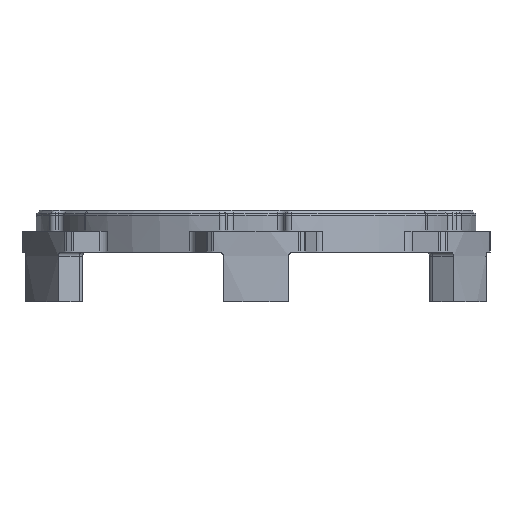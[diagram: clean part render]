
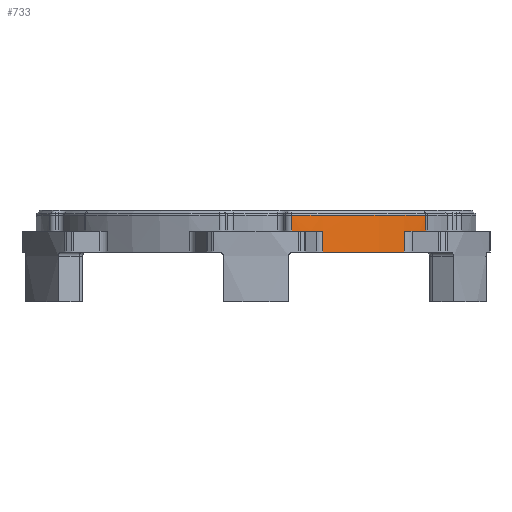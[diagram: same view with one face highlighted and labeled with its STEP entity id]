
A CAD part, front view. The second image highlights one B-rep face of the part: STEP entity #733.
In plain terms, the highlighted cylindrical face has radius 104.841 mm (diameter 209.681 mm), a partial arc.
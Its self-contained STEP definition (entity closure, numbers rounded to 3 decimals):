
#733=ADVANCED_FACE('',(#12322),#12324,.T.);
#12322=FACE_BOUND('',#12323,.T.);
#12323=EDGE_LOOP('',(#21816,#21817,#21818,#21819,#21820,#21821,#21822,#21823,#21824,
#21825));
#12324=CYLINDRICAL_SURFACE('',#12325,104.84);
#12325=AXIS2_PLACEMENT_3D('',#12326,#12327,#12328);
#12326=CARTESIAN_POINT('',(0.,0.,-38.61));
#12327=DIRECTION('',(0.,0.,1.));
#12328=DIRECTION('',(1.,0.,0.));
#21816=ORIENTED_EDGE('',*,*,#30625,.F.);
#21817=ORIENTED_EDGE('',*,*,#30701,.T.);
#21818=ORIENTED_EDGE('',*,*,#30702,.T.);
#21819=ORIENTED_EDGE('',*,*,#30703,.F.);
#21820=ORIENTED_EDGE('',*,*,#30704,.T.);
#21821=ORIENTED_EDGE('',*,*,#30705,.T.);
#21822=ORIENTED_EDGE('',*,*,#30706,.T.);
#21823=ORIENTED_EDGE('',*,*,#30707,.F.);
#21824=ORIENTED_EDGE('',*,*,#30708,.T.);
#21825=ORIENTED_EDGE('',*,*,#30709,.T.);
#30625=EDGE_CURVE('',#34979,#34981,#34982,.T.);
#30701=EDGE_CURVE('',#34979,#35128,#35129,.T.);
#30702=EDGE_CURVE('',#35128,#35130,#35131,.T.);
#30703=EDGE_CURVE('',#35132,#35130,#35133,.T.);
#30704=EDGE_CURVE('',#35132,#35134,#35135,.T.);
#30705=EDGE_CURVE('',#35134,#35136,#35137,.T.);
#30706=EDGE_CURVE('',#35136,#35138,#35139,.T.);
#30707=EDGE_CURVE('',#35140,#35138,#35141,.T.);
#30708=EDGE_CURVE('',#35140,#35142,#35143,.T.);
#30709=EDGE_CURVE('',#35142,#34981,#35144,.T.);
#34979=VERTEX_POINT('',#50868);
#34981=VERTEX_POINT('',#50873);
#34982=CIRCLE('',#50874,104.84);
#35128=VERTEX_POINT('',#51222);
#35129=LINE('',#51223,#51224);
#35130=VERTEX_POINT('',#51226);
#35131=B_SPLINE_CURVE_WITH_KNOTS('',3,
(#51227,#51228,#51229,#51230,#51231,#51232,#51233,#51234,#51235,#51236,#51237),
.UNSPECIFIED.,.F.,.F.,
(4,1,1,1,1,1,1,1,4),
(0.,0.124,0.249,0.374,0.499,0.625,
0.751,0.876,1.),
.UNSPECIFIED.);
#35132=VERTEX_POINT('',#51238);
#35133=CIRCLE('',#51239,104.84);
#35134=VERTEX_POINT('',#51243);
#35135=LINE('',#51244,#51245);
#35136=VERTEX_POINT('',#51247);
#35137=CIRCLE('',#51248,104.84);
#35138=VERTEX_POINT('',#51252);
#35139=LINE('',#51253,#51254);
#35140=VERTEX_POINT('',#51256);
#35141=CIRCLE('',#51257,104.84);
#35142=VERTEX_POINT('',#51261);
#35143=B_SPLINE_CURVE_WITH_KNOTS('',3,
(#51262,#51263,#51264,#51265,#51266,#51267,#51268,#51269,#51270,#51271,#51272,#51273,
#51274,#51275,#51276,#51277,#51278,#51279,#51280,#51281,#51282,#51283,#51284,#51285,
#51286,#51287,#51288),
.UNSPECIFIED.,.F.,.F.,
(4,1,1,1,1,1,1,1,1,1,1,1,1,1,1,1,1,1,1,1,1,1,1,1,4),
(0.,0.057,0.113,0.168,0.222,0.275,
0.326,0.376,0.424,0.472,0.518,
0.562,0.604,0.646,0.684,0.721,
0.756,0.791,0.824,0.856,0.886,
0.916,0.944,0.972,1.),
.UNSPECIFIED.);
#35144=LINE('',#51289,#51290);
#50868=CARTESIAN_POINT('',(70.55,-77.551,49.78));
#50873=CARTESIAN_POINT('',(31.886,-99.874,49.78));
#50874=AXIS2_PLACEMENT_3D('',#50875,#50876,#50877);
#50875=CARTESIAN_POINT('',(0.,0.,49.78));
#50876=DIRECTION('',(0.,0.,-1.));
#50877=DIRECTION('',(0.673,-0.74,0.));
#51222=CARTESIAN_POINT('',(70.55,-77.551,59.58));
#51223=CARTESIAN_POINT('',(70.55,-77.551,49.78));
#51224=VECTOR('',#51225,1.);
#51225=DIRECTION('',(0.,0.,1.));
#51226=CARTESIAN_POINT('',(71.576,-76.606,59.78));
#51227=CARTESIAN_POINT('',(70.55,-77.551,59.58));
#51228=CARTESIAN_POINT('',(70.594,-77.512,59.58));
#51229=CARTESIAN_POINT('',(70.681,-77.432,59.582));
#51230=CARTESIAN_POINT('',(70.811,-77.313,59.592));
#51231=CARTESIAN_POINT('',(70.94,-77.195,59.608));
#51232=CARTESIAN_POINT('',(71.069,-77.076,59.631));
#51233=CARTESIAN_POINT('',(71.197,-76.958,59.659));
#51234=CARTESIAN_POINT('',(71.325,-76.839,59.694));
#51235=CARTESIAN_POINT('',(71.451,-76.722,59.734));
#51236=CARTESIAN_POINT('',(71.535,-76.644,59.764));
#51237=CARTESIAN_POINT('',(71.576,-76.606,59.78));
#51238=CARTESIAN_POINT('',(80.838,-66.758,59.78));
#51239=AXIS2_PLACEMENT_3D('',#51240,#51241,#51242);
#51240=CARTESIAN_POINT('',(0.,0.,59.78));
#51241=DIRECTION('',(0.,0.,-1.));
#51242=DIRECTION('',(0.771,-0.637,0.));
#51243=CARTESIAN_POINT('',(80.838,-66.758,67.366));
#51244=CARTESIAN_POINT('',(80.838,-66.758,59.78));
#51245=VECTOR('',#51246,1.);
#51246=DIRECTION('',(0.,0.,1.));
#51247=CARTESIAN_POINT('',(16.926,-103.465,67.366));
#51248=AXIS2_PLACEMENT_3D('',#51249,#51250,#51251);
#51249=CARTESIAN_POINT('',(0.,0.,67.366));
#51250=DIRECTION('',(-0.,-0.,-1.));
#51251=DIRECTION('',(0.771,-0.637,0.));
#51252=CARTESIAN_POINT('',(16.926,-103.465,59.78));
#51253=CARTESIAN_POINT('',(16.926,-103.465,67.366));
#51254=VECTOR('',#51255,1.);
#51255=DIRECTION('',(0.,0.,-1.));
#51256=CARTESIAN_POINT('',(30.554,-100.289,59.78));
#51257=AXIS2_PLACEMENT_3D('',#51258,#51259,#51260);
#51258=CARTESIAN_POINT('',(0.,0.,59.78));
#51259=DIRECTION('',(0.,0.,-1.));
#51260=DIRECTION('',(0.291,-0.957,0.));
#51261=CARTESIAN_POINT('',(31.886,-99.874,59.58));
#51262=CARTESIAN_POINT('',(30.554,-100.289,59.78));
#51263=CARTESIAN_POINT('',(30.579,-100.282,59.773));
#51264=CARTESIAN_POINT('',(30.628,-100.267,59.759));
#51265=CARTESIAN_POINT('',(30.701,-100.244,59.739));
#51266=CARTESIAN_POINT('',(30.774,-100.222,59.72));
#51267=CARTESIAN_POINT('',(30.845,-100.2,59.703));
#51268=CARTESIAN_POINT('',(30.914,-100.179,59.687));
#51269=CARTESIAN_POINT('',(30.982,-100.158,59.673));
#51270=CARTESIAN_POINT('',(31.048,-100.137,59.66));
#51271=CARTESIAN_POINT('',(31.113,-100.117,59.648));
#51272=CARTESIAN_POINT('',(31.176,-100.098,59.638));
#51273=CARTESIAN_POINT('',(31.238,-100.079,59.628));
#51274=CARTESIAN_POINT('',(31.297,-100.06,59.62));
#51275=CARTESIAN_POINT('',(31.354,-100.042,59.612));
#51276=CARTESIAN_POINT('',(31.409,-100.025,59.606));
#51277=CARTESIAN_POINT('',(31.461,-100.009,59.601));
#51278=CARTESIAN_POINT('',(31.511,-99.993,59.596));
#51279=CARTESIAN_POINT('',(31.559,-99.978,59.592));
#51280=CARTESIAN_POINT('',(31.605,-99.963,59.589));
#51281=CARTESIAN_POINT('',(31.649,-99.949,59.586));
#51282=CARTESIAN_POINT('',(31.692,-99.936,59.584));
#51283=CARTESIAN_POINT('',(31.733,-99.923,59.583));
#51284=CARTESIAN_POINT('',(31.773,-99.91,59.581));
#51285=CARTESIAN_POINT('',(31.811,-99.898,59.581));
#51286=CARTESIAN_POINT('',(31.849,-99.886,59.58));
#51287=CARTESIAN_POINT('',(31.874,-99.878,59.58));
#51288=CARTESIAN_POINT('',(31.886,-99.874,59.58));
#51289=CARTESIAN_POINT('',(31.886,-99.874,59.58));
#51290=VECTOR('',#51291,1.);
#51291=DIRECTION('',(0.,0.,-1.));
